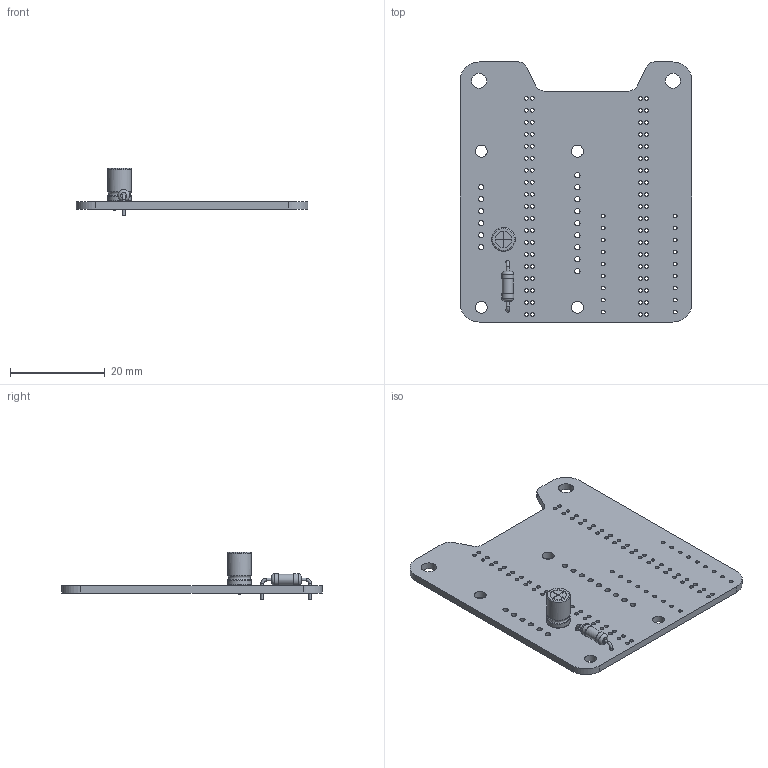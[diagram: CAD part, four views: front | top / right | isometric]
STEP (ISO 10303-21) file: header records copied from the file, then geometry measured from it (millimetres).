
FILE_DESCRIPTION(('KiCad electronic assembly'),'2;1');
FILE_NAME('sandwichCircuit.step','2026-02-19T18:38:47',('Pcbnew'),( 'Kicad'),'Open CASCADE STEP processor 7.8','KiCad to STEP converter' ,'Unknown');
FILE_SCHEMA(('AUTOMOTIVE_DESIGN { 1 0 10303 214 1 1 1 1 }'));
Length unit declared in the file: millimetre
Products named in the file (4): sandwichCircuit 1; C_Radial_D5.0mm_H7.0mm_P2.00mm; R_Axial_DIN0207_L6.3mm_D2.5mm_P10.16mm_Horizontal; sandwichCircuit_PCB
Assembly tree (3 placements, depth 2):
  sandwichCircuit 1
    C_Radial_D5.0mm_H7.0mm_P2.00mm
    R_Axial_DIN0207_L6.3mm_D2.5mm_P10.16mm_Horizontal
    sandwichCircuit_PCB
Bounding box: 49 x 55 x 10 mm (x, y, z)
Volume: 3843 mm3; surface area: 5970.4 mm2
Topology: 3 solids, 4 shells, 186 faces, 500 edges, 330 vertices
Faces by surface type: cylinder 141, plane 36, torus 5, revolution 2, bspline 2
Full cylindrical faces by diameter (mm): 0.4 x2, 0.6 x6, 0.8 x96, 1.11 x15, 2.25 x1, 2.5 x2, 2.54 x4, 3.2 x2, 3.5 x3, 5 x2
Entity records: 6996 total; most frequent: DIRECTION 1173, CARTESIAN_POINT 1160, ORIENTED_EDGE 1000, EDGE_CURVE 500, AXIS2_PLACEMENT_3D 489, FACE_BOUND 432, EDGE_LOOP 432, VERTEX_POINT 330
